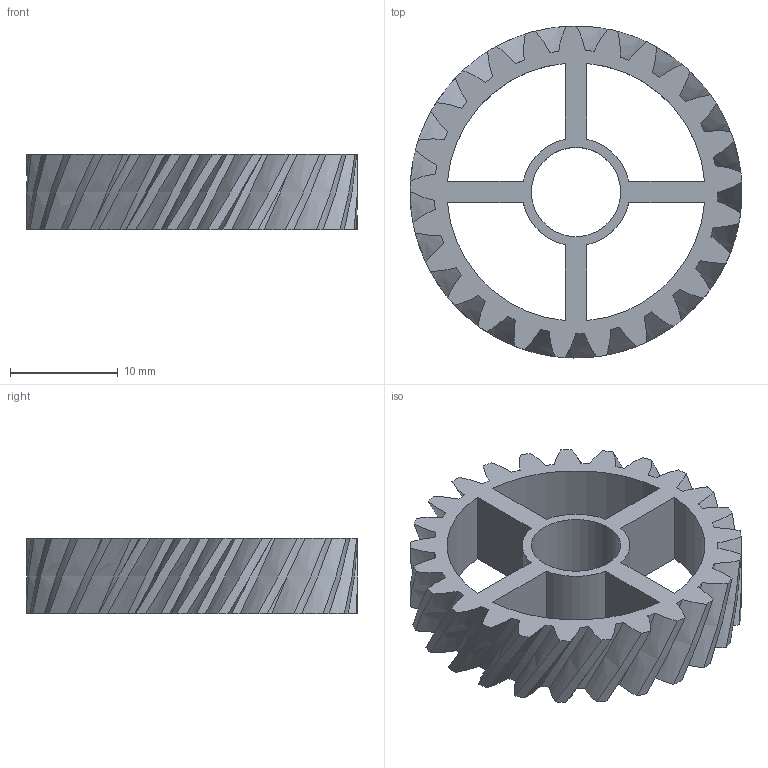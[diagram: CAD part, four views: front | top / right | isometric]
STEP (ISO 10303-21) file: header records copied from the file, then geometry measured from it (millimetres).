
FILE_DESCRIPTION(/* description */ (''),/* implementation_level */ '2;1');
FILE_NAME(/* name */ 'Module 1 Single Helix Gear A.stp',/* time_stamp */ '2024-11-06T19:11:49+01:00',/* author */ ('wszaf'),/* organization */ (''),/* preprocessor_version */ 'ST-DEVELOPER v20',/* originating_system */ 'Autodesk Inventor 2024',/* authorisation */ '');
FILE_SCHEMA (('AUTOMOTIVE_DESIGN { 1 0 10303 214 3 1 1 }'));
Length unit declared in the file: millimetre
Products named in the file (1): Spur Gear1
Bounding box: 30.85 x 30.85 x 7 mm (x, y, z)
Volume: 1942.6 mm3; surface area: 3042.5 mm2
Topology: 1 solids, 1 shells, 119 faces, 351 edges, 234 vertices
Faces by surface type: bspline 75, cylinder 34, plane 10
Full cylindrical faces by diameter (mm): 8.3 x1
Entity records: 5216 total; most frequent: CARTESIAN_POINT 2630, ORIENTED_EDGE 702, EDGE_CURVE 351, DIRECTION 259, B_SPLINE_CURVE_WITH_KNOTS 250, VERTEX_POINT 234, EDGE_LOOP 129, FACE_OUTER_BOUND 119
